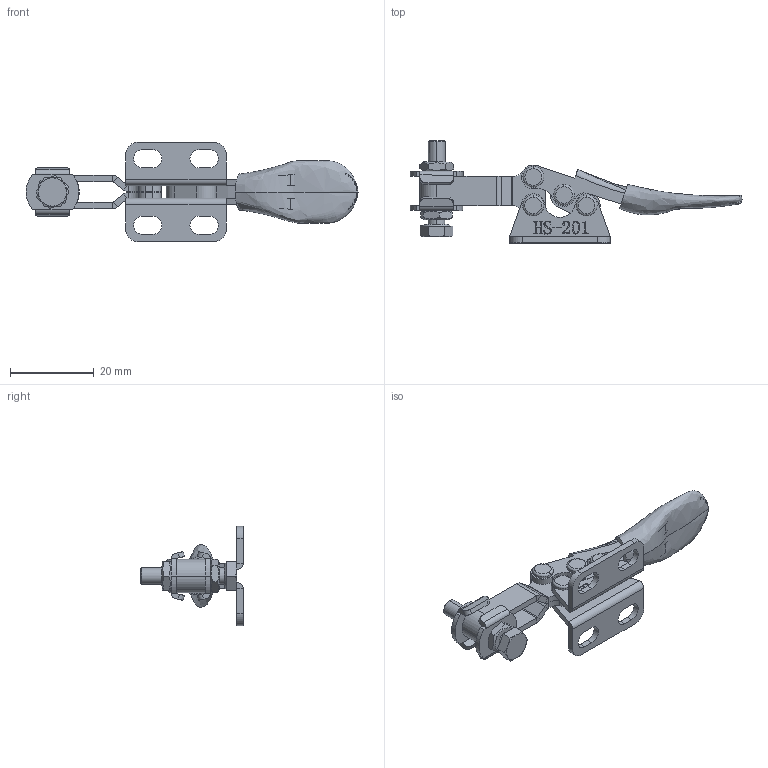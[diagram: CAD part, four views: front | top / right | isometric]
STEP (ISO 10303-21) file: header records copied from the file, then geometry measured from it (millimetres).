
FILE_DESCRIPTION (( 'STEP AP203' ), '1' );
FILE_NAME ('HS-201 .STEP', '2022-01-18T06:43:34', ( '微软用户' ), ( '微软中国' ), 'SwSTEP 2.0', 'SolidWorks 2012', '' );
FILE_SCHEMA (( 'CONFIG_CONTROL_DESIGN' ));
Length unit declared in the file: millimetre
Products named in the file (11): HS-201  ; 忒參1; FM-080; 蟀裝; hex thin nuts-grades ab-chamfered gb_GB_FASTENER_NUT_STNAB M4-N; hexagon head bolts-full thread gb_GB_FASTENER_BOLT_STBAB A M4X20-C; 种; 楊擘菁釱; 揤參; 忒參
Assembly tree (15 placements, depth 2):
  HS-201  
    楊擘菁釱
    忒參
    揤參
    楊擘菁釱
    种  x4
    hexagon head bolts-full thread gb_GB_FASTENER_BOLT_STBAB A M4X20-C
    hex thin nuts-grades ab-chamfered gb_GB_FASTENER_NUT_STNAB M4-N  x2
    蟀裝
    FM-080  x2
    忒參1
Bounding box: 79.51 x 24.48 x 23.8 mm (x, y, z)
Volume: 5069.5 mm3; surface area: 7495 mm2
Topology: 15 solids, 15 shells, 671 faces, 1719 edges, 1110 vertices
Faces by surface type: plane 350, cylinder 143, bspline 134, cone 26, torus 18
Entity records: 27372 total; most frequent: CARTESIAN_POINT 12381, ORIENTED_EDGE 3068, DIRECTION 2402, EDGE_CURVE 1534, VERTEX_POINT 996, VECTOR 978, LINE 978, AXIS2_PLACEMENT_3D 712
